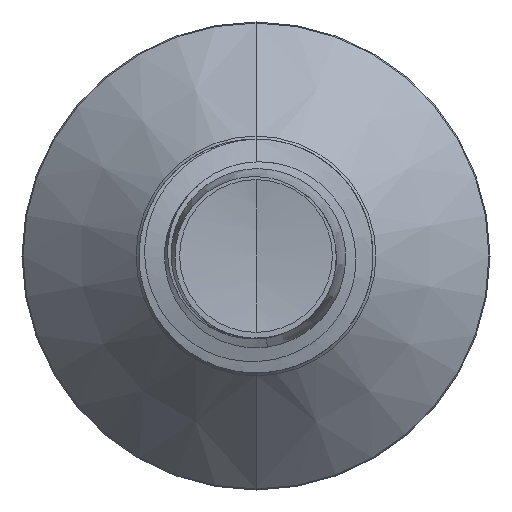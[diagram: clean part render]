
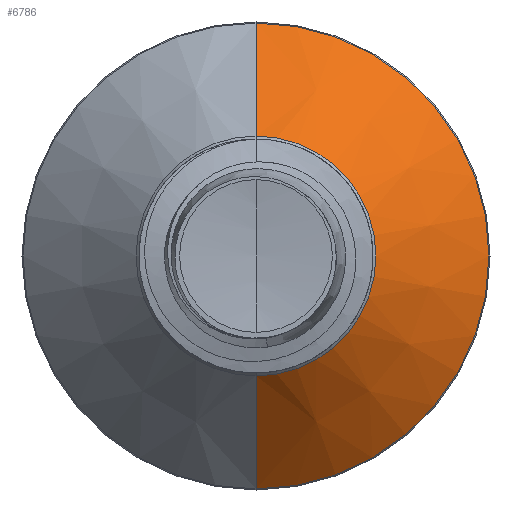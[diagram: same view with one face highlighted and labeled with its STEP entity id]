
A CAD part, front view. The second image highlights one B-rep face of the part: STEP entity #6786.
In plain terms, the highlighted conical face has half-angle 45 degrees and reference radius 2.563 mm.
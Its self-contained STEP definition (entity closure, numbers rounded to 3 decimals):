
#235 = ORIENTED_EDGE ( 'NONE', *, *, #15960, .T. ) ;
#312 = ORIENTED_EDGE ( 'NONE', *, *, #28714, .T. ) ;
#1024 = CIRCLE ( 'NONE', #6860, 4.978 ) ;
#1656 = ORIENTED_EDGE ( 'NONE', *, *, #31780, .F. ) ;
#3239 = CARTESIAN_POINT ( 'NONE',  ( 0., 21.728, 0. ) ) ;
#3706 = CARTESIAN_POINT ( 'NONE',  ( 0., 19.313, 0. ) ) ;
#4180 = AXIS2_PLACEMENT_3D ( 'NONE', #3706, #23554, #6644 ) ;
#4211 = VERTEX_POINT ( 'NONE', #14570 ) ;
#4709 = VERTEX_POINT ( 'NONE', #12347 ) ;
#4793 = CONICAL_SURFACE ( 'NONE', #31934, 2.563, 0.785 ) ;
#6187 = DIRECTION ( 'NONE',  ( 0., 0., 1. ) ) ;
#6644 = DIRECTION ( 'NONE',  ( 0., 0., 1. ) ) ;
#6786 = ADVANCED_FACE ( 'NONE', ( #34623 ), #4793, .T. ) ;
#6860 = AXIS2_PLACEMENT_3D ( 'NONE', #3239, #23116, #6187 ) ;
#6952 = ORIENTED_EDGE ( 'NONE', *, *, #26426, .F. ) ;
#9369 = EDGE_LOOP ( 'NONE', ( #312, #235, #6952, #1656 ) ) ;
#12347 = CARTESIAN_POINT ( 'NONE',  ( 0., 21.728, -4.978 ) ) ;
#13864 = CARTESIAN_POINT ( 'NONE',  ( 0., 19.313, 2.563 ) ) ;
#14414 = CARTESIAN_POINT ( 'NONE',  ( 0., 21.728, 4.978 ) ) ;
#14570 = CARTESIAN_POINT ( 'NONE',  ( 0., 19.313, -2.563 ) ) ;
#14977 = DIRECTION ( 'NONE',  ( 0., 0., 1. ) ) ;
#15960 = EDGE_CURVE ( 'NONE', #4211, #4709, #18571, .T. ) ;
#16661 = DIRECTION ( 'NONE',  ( 0., 0.707, 0.707 ) ) ;
#16740 = CIRCLE ( 'NONE', #4180, 2.563 ) ;
#18571 = LINE ( 'NONE', #23742, #25040 ) ;
#20016 = VERTEX_POINT ( 'NONE', #14414 ) ;
#20933 = DIRECTION ( 'NONE',  ( 0., 1., 0. ) ) ;
#22622 = VERTEX_POINT ( 'NONE', #34135 ) ;
#23116 = DIRECTION ( 'NONE',  ( 0., 1., 0. ) ) ;
#23554 = DIRECTION ( 'NONE',  ( 0., 1., 0. ) ) ;
#23703 = VECTOR ( 'NONE', #16661, 1000. ) ;
#23742 = CARTESIAN_POINT ( 'NONE',  ( 0., 19.313, -2.563 ) ) ;
#25040 = VECTOR ( 'NONE', #26632, 1000. ) ;
#25410 = LINE ( 'NONE', #13864, #23703 ) ;
#26426 = EDGE_CURVE ( 'NONE', #20016, #4709, #1024, .T. ) ;
#26632 = DIRECTION ( 'NONE',  ( 0., 0.707, -0.707 ) ) ;
#28714 = EDGE_CURVE ( 'NONE', #22622, #4211, #16740, .T. ) ;
#28818 = CARTESIAN_POINT ( 'NONE',  ( 0., 19.313, 0. ) ) ;
#31780 = EDGE_CURVE ( 'NONE', #22622, #20016, #25410, .T. ) ;
#31934 = AXIS2_PLACEMENT_3D ( 'NONE', #28818, #20933, #14977 ) ;
#34135 = CARTESIAN_POINT ( 'NONE',  ( 0., 19.313, 2.563 ) ) ;
#34623 = FACE_OUTER_BOUND ( 'NONE', #9369, .T. ) ;
